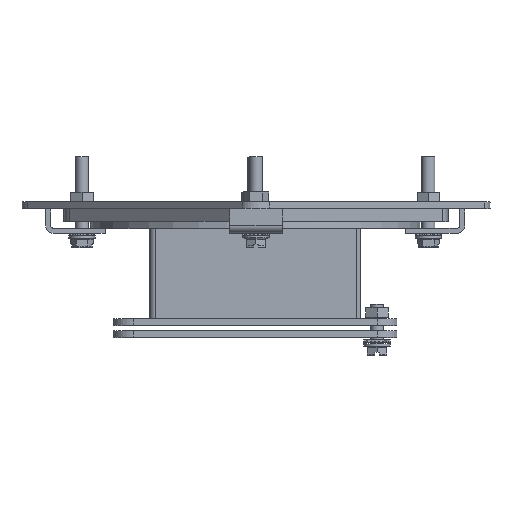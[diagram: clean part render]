
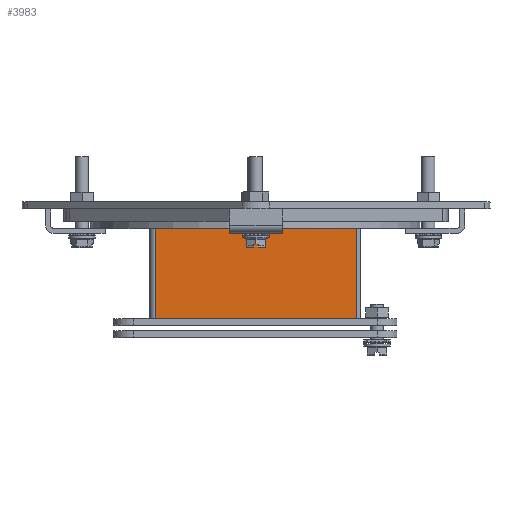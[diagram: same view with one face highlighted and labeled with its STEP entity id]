
A CAD part, top view. The second image highlights one B-rep face of the part: STEP entity #3983.
In plain terms, the highlighted planar face has unit normal (0, 0, 1).
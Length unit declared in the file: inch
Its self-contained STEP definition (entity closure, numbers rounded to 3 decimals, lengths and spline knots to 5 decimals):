
#37 = ORIENTED_EDGE ( 'NONE', *, *, #18860, .T. ) ;
#220 = VERTEX_POINT ( 'NONE', #10156 ) ;
#295 = VECTOR ( 'NONE', #9336, 39.37008 ) ;
#474 = CARTESIAN_POINT ( 'NONE',  ( -1.892, -0.859, 2. ) ) ;
#1168 = DIRECTION ( 'NONE',  ( -1., 0., 0. ) ) ;
#1220 = FACE_OUTER_BOUND ( 'NONE', #15519, .T. ) ;
#1874 = VECTOR ( 'NONE', #10364, 39.37008 ) ;
#2772 = CARTESIAN_POINT ( 'NONE',  ( 1.927, -0.859, 2. ) ) ;
#3566 = CARTESIAN_POINT ( 'NONE',  ( 1.927, -0.859, 2. ) ) ;
#3983 = ADVANCED_FACE ( 'NONE', ( #1220 ), #11507, .F. ) ;
#4245 = EDGE_CURVE ( 'NONE', #15161, #4452, #16959, .T. ) ;
#4452 = VERTEX_POINT ( 'NONE', #13531 ) ;
#4657 = CARTESIAN_POINT ( 'NONE',  ( 1.927, 0.859, 2. ) ) ;
#6739 = LINE ( 'NONE', #14566, #10349 ) ;
#7257 = ORIENTED_EDGE ( 'NONE', *, *, #13808, .F. ) ;
#7337 = LINE ( 'NONE', #13313, #1874 ) ;
#8164 = LINE ( 'NONE', #3566, #295 ) ;
#9336 = DIRECTION ( 'NONE',  ( 0., 1., 0. ) ) ;
#10156 = CARTESIAN_POINT ( 'NONE',  ( 1.927, -0.859, 2. ) ) ;
#10349 = VECTOR ( 'NONE', #1168, 39.37008 ) ;
#10364 = DIRECTION ( 'NONE',  ( -1., 0., 0. ) ) ;
#11265 = AXIS2_PLACEMENT_3D ( 'NONE', #2772, #17461, #19142 ) ;
#11507 = PLANE ( 'NONE',  #11265 ) ;
#11761 = VERTEX_POINT ( 'NONE', #4657 ) ;
#13313 = CARTESIAN_POINT ( 'NONE',  ( 1.927, 0.859, 2. ) ) ;
#13531 = CARTESIAN_POINT ( 'NONE',  ( -1.892, 0.859, 2. ) ) ;
#13808 = EDGE_CURVE ( 'NONE', #220, #15161, #6739, .T. ) ;
#14566 = CARTESIAN_POINT ( 'NONE',  ( 2., -0.859, 2. ) ) ;
#14601 = DIRECTION ( 'NONE',  ( 0., 1., 0. ) ) ;
#15161 = VERTEX_POINT ( 'NONE', #474 ) ;
#15486 = CARTESIAN_POINT ( 'NONE',  ( -1.892, -0.859, 2. ) ) ;
#15519 = EDGE_LOOP ( 'NONE', ( #18119, #7257, #37, #19068 ) ) ;
#16136 = EDGE_CURVE ( 'NONE', #11761, #4452, #7337, .T. ) ;
#16959 = LINE ( 'NONE', #15486, #18135 ) ;
#17461 = DIRECTION ( 'NONE',  ( 0., 0., -1. ) ) ;
#18119 = ORIENTED_EDGE ( 'NONE', *, *, #4245, .F. ) ;
#18135 = VECTOR ( 'NONE', #14601, 39.37008 ) ;
#18860 = EDGE_CURVE ( 'NONE', #220, #11761, #8164, .T. ) ;
#19068 = ORIENTED_EDGE ( 'NONE', *, *, #16136, .T. ) ;
#19142 = DIRECTION ( 'NONE',  ( -1., 0., 0. ) ) ;
